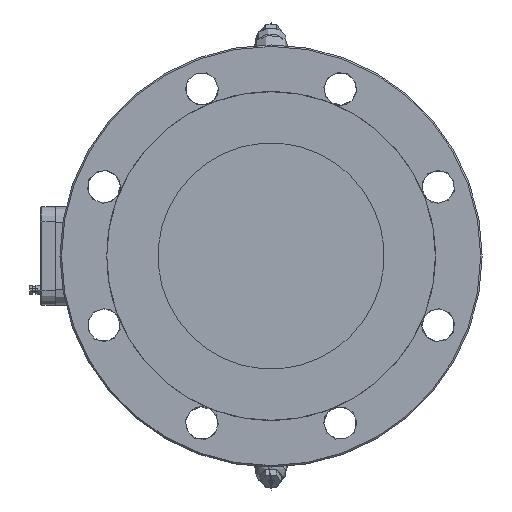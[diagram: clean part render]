
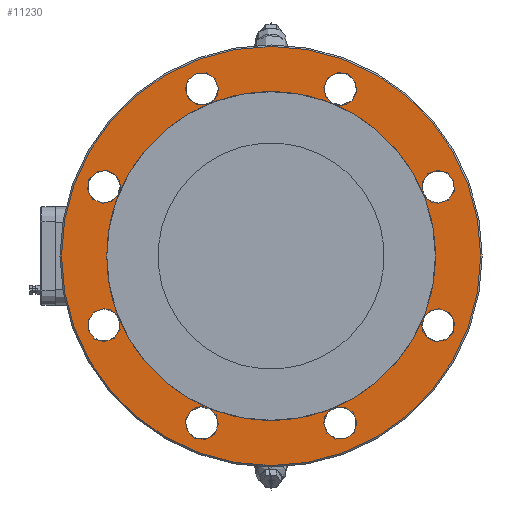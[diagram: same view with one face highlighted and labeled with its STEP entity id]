
A CAD part, left-side view. The second image highlights one B-rep face of the part: STEP entity #11230.
In plain terms, the highlighted planar face has unit normal (-1, 0, 0).
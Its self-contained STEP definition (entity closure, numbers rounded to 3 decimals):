
#2496=PLANE('',#11901);
#2951=FACE_BOUND('',#3699,.T.);
#2952=FACE_BOUND('',#3700,.T.);
#2953=FACE_BOUND('',#3701,.T.);
#2954=FACE_BOUND('',#3702,.T.);
#2955=FACE_BOUND('',#3703,.T.);
#2956=FACE_BOUND('',#3704,.T.);
#2957=FACE_BOUND('',#3705,.T.);
#2958=FACE_BOUND('',#3706,.T.);
#2959=FACE_BOUND('',#3707,.T.);
#3041=FACE_OUTER_BOUND('',#3698,.T.);
#3698=EDGE_LOOP('',(#7372));
#3699=EDGE_LOOP('',(#7373));
#3700=EDGE_LOOP('',(#7374));
#3701=EDGE_LOOP('',(#7375));
#3702=EDGE_LOOP('',(#7376));
#3703=EDGE_LOOP('',(#7377));
#3704=EDGE_LOOP('',(#7378));
#3705=EDGE_LOOP('',(#7379));
#3706=EDGE_LOOP('',(#7380));
#3707=EDGE_LOOP('',(#7381));
#4388=CIRCLE('',#11889,11.);
#4398=CIRCLE('',#11902,139.);
#4399=CIRCLE('',#11903,109.);
#4400=CIRCLE('',#11904,11.);
#4401=CIRCLE('',#11905,11.);
#4402=CIRCLE('',#11906,11.);
#4403=CIRCLE('',#11907,11.);
#4404=CIRCLE('',#11908,11.);
#4405=CIRCLE('',#11909,11.);
#4406=CIRCLE('',#11910,11.);
#4712=VERTEX_POINT('',#15852);
#4722=VERTEX_POINT('',#15875);
#4723=VERTEX_POINT('',#15877);
#4724=VERTEX_POINT('',#15879);
#4725=VERTEX_POINT('',#15881);
#4726=VERTEX_POINT('',#15883);
#4727=VERTEX_POINT('',#15885);
#4728=VERTEX_POINT('',#15887);
#4729=VERTEX_POINT('',#15889);
#4730=VERTEX_POINT('',#15891);
#5774=EDGE_CURVE('',#4712,#4712,#4388,.F.);
#5784=EDGE_CURVE('',#4722,#4722,#4398,.T.);
#5785=EDGE_CURVE('',#4723,#4723,#4399,.T.);
#5786=EDGE_CURVE('',#4724,#4724,#4400,.F.);
#5787=EDGE_CURVE('',#4725,#4725,#4401,.F.);
#5788=EDGE_CURVE('',#4726,#4726,#4402,.F.);
#5789=EDGE_CURVE('',#4727,#4727,#4403,.F.);
#5790=EDGE_CURVE('',#4728,#4728,#4404,.F.);
#5791=EDGE_CURVE('',#4729,#4729,#4405,.F.);
#5792=EDGE_CURVE('',#4730,#4730,#4406,.F.);
#7372=ORIENTED_EDGE('',*,*,#5784,.F.);
#7373=ORIENTED_EDGE('',*,*,#5785,.T.);
#7374=ORIENTED_EDGE('',*,*,#5786,.T.);
#7375=ORIENTED_EDGE('',*,*,#5787,.T.);
#7376=ORIENTED_EDGE('',*,*,#5788,.T.);
#7377=ORIENTED_EDGE('',*,*,#5789,.T.);
#7378=ORIENTED_EDGE('',*,*,#5790,.T.);
#7379=ORIENTED_EDGE('',*,*,#5791,.T.);
#7380=ORIENTED_EDGE('',*,*,#5792,.T.);
#7381=ORIENTED_EDGE('',*,*,#5774,.T.);
#11230=ADVANCED_FACE('',(#3041,#2951,#2952,#2953,#2954,#2955,#2956,#2957,
#2958,#2959),#2496,.T.);
#11889=AXIS2_PLACEMENT_3D('',#15853,#12855,#12856);
#11901=AXIS2_PLACEMENT_3D('',#15874,#12879,#12880);
#11902=AXIS2_PLACEMENT_3D('',#15876,#12881,#12882);
#11903=AXIS2_PLACEMENT_3D('',#15878,#12883,#12884);
#11904=AXIS2_PLACEMENT_3D('',#15880,#12885,#12886);
#11905=AXIS2_PLACEMENT_3D('',#15882,#12887,#12888);
#11906=AXIS2_PLACEMENT_3D('',#15884,#12889,#12890);
#11907=AXIS2_PLACEMENT_3D('',#15886,#12891,#12892);
#11908=AXIS2_PLACEMENT_3D('',#15888,#12893,#12894);
#11909=AXIS2_PLACEMENT_3D('',#15890,#12895,#12896);
#11910=AXIS2_PLACEMENT_3D('',#15892,#12897,#12898);
#12855=DIRECTION('center_axis',(-1.,0.,0.));
#12856=DIRECTION('ref_axis',(0.,1.,0.));
#12879=DIRECTION('center_axis',(-1.,0.,0.));
#12880=DIRECTION('ref_axis',(0.,1.,0.));
#12881=DIRECTION('center_axis',(1.,0.,0.));
#12882=DIRECTION('ref_axis',(0.,1.,0.));
#12883=DIRECTION('center_axis',(1.,0.,0.));
#12884=DIRECTION('ref_axis',(0.,1.,0.));
#12885=DIRECTION('center_axis',(-1.,0.,0.));
#12886=DIRECTION('ref_axis',(0.,0.707,-0.707));
#12887=DIRECTION('center_axis',(-1.,0.,0.));
#12888=DIRECTION('ref_axis',(0.,-0.707,-0.707));
#12889=DIRECTION('center_axis',(-1.,0.,0.));
#12890=DIRECTION('ref_axis',(0.,-0.707,0.707));
#12891=DIRECTION('center_axis',(-1.,0.,0.));
#12892=DIRECTION('ref_axis',(0.,0.,1.));
#12893=DIRECTION('center_axis',(-1.,0.,0.));
#12894=DIRECTION('ref_axis',(0.,0.707,0.707));
#12895=DIRECTION('center_axis',(-1.,0.,0.));
#12896=DIRECTION('ref_axis',(0.,-1.,0.));
#12897=DIRECTION('center_axis',(-1.,0.,0.));
#12898=DIRECTION('ref_axis',(0.,0.,-1.));
#15852=CARTESIAN_POINT('',(-297.,-34.922,-110.866));
#15853=CARTESIAN_POINT('Origin',(-297.,-45.922,-110.866));
#15874=CARTESIAN_POINT('Origin',(-297.,0.,0.));
#15875=CARTESIAN_POINT('',(-297.,139.,0.));
#15876=CARTESIAN_POINT('Origin',(-297.,0.,0.));
#15877=CARTESIAN_POINT('',(-297.,109.,0.));
#15878=CARTESIAN_POINT('Origin',(-297.,0.,0.));
#15879=CARTESIAN_POINT('',(-297.,-103.087,-53.7));
#15880=CARTESIAN_POINT('Origin',(-297.,-110.866,-45.922));
#15881=CARTESIAN_POINT('',(-297.,-53.7,103.087));
#15882=CARTESIAN_POINT('Origin',(-297.,-45.922,110.866));
#15883=CARTESIAN_POINT('',(-297.,103.087,53.7));
#15884=CARTESIAN_POINT('Origin',(-297.,110.866,45.922));
#15885=CARTESIAN_POINT('',(-297.,110.866,-34.922));
#15886=CARTESIAN_POINT('Origin',(-297.,110.866,-45.922));
#15887=CARTESIAN_POINT('',(-297.,53.7,-103.087));
#15888=CARTESIAN_POINT('Origin',(-297.,45.922,-110.866));
#15889=CARTESIAN_POINT('',(-297.,34.922,110.866));
#15890=CARTESIAN_POINT('Origin',(-297.,45.922,110.866));
#15891=CARTESIAN_POINT('',(-297.,-110.866,34.922));
#15892=CARTESIAN_POINT('Origin',(-297.,-110.866,45.922));
